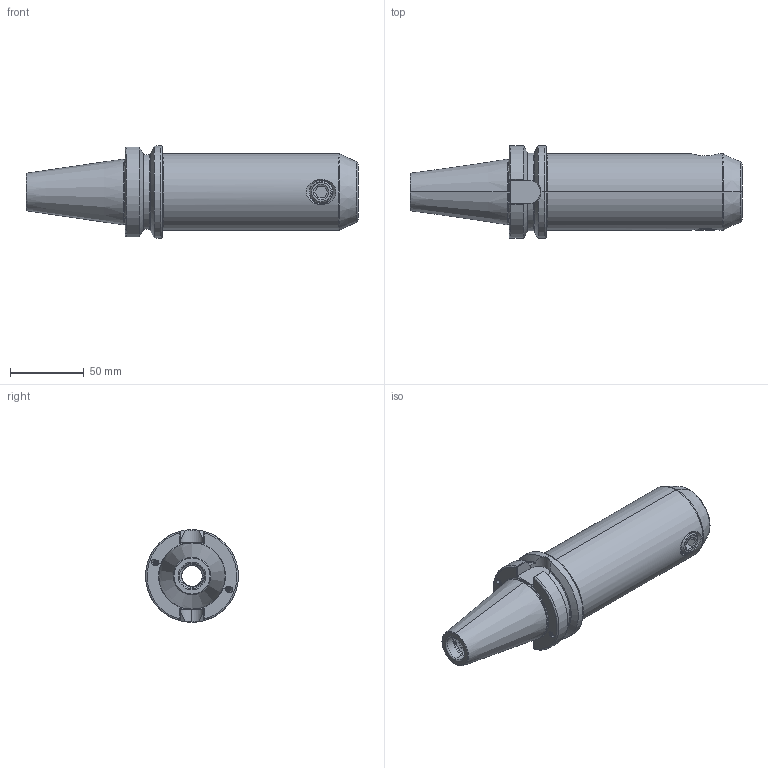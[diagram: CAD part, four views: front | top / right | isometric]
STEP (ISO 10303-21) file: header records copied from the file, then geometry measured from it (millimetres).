
FILE_DESCRIPTION (( 'STEP AP203' ), '1' );
FILE_NAME ('406.04.20.2.STEP', '2016-08-05T10:09:14', ( '' ), ( '' ), 'SwSTEP 2.0', 'SolidWorks 2012', '' );
FILE_SCHEMA (( 'CONFIG_CONTROL_DESIGN' ));
Length unit declared in the file: millimetre
Products named in the file (3): 406.04.20.2; 側固16_M16x2_16L
Assembly tree (2 placements, depth 2):
  406.04.20.2
    406.04.20.2
    側固16_M16x2_16L
Bounding box: 225.4 x 63 x 63 mm (x, y, z)
Volume: 362313.9 mm3; surface area: 54247.6 mm2
Topology: 2 solids, 2 shells, 238 faces, 624 edges, 395 vertices
Faces by surface type: cylinder 107, plane 43, cone 31, torus 28, bspline 27, sphere 2
Entity records: 20650 total; most frequent: CARTESIAN_POINT 15267, ORIENTED_EDGE 1244, DIRECTION 882, EDGE_CURVE 622, VERTEX_POINT 395, AXIS2_PLACEMENT_3D 348, EDGE_LOOP 253, ADVANCED_FACE 238
